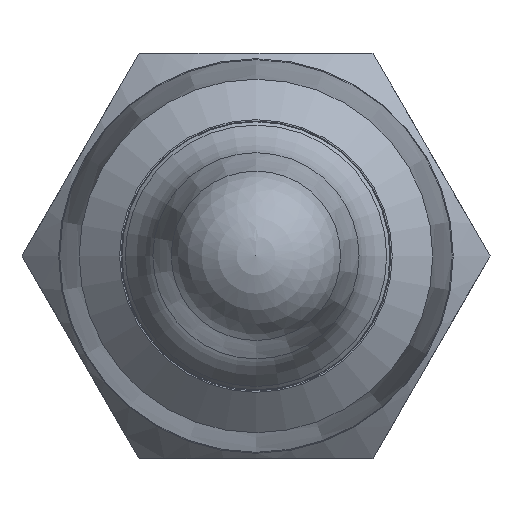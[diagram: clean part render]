
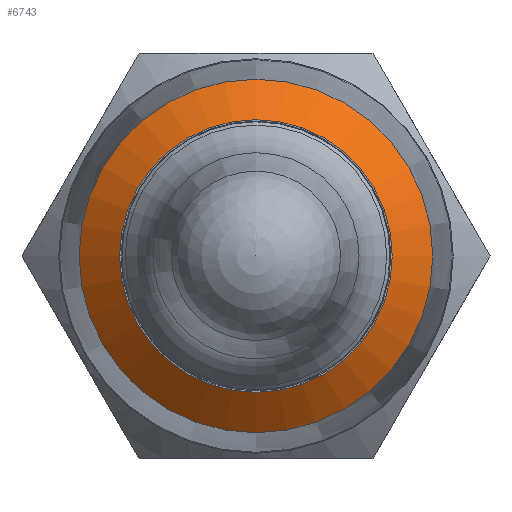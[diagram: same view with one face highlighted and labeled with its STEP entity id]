
A CAD part, left-side view. The second image highlights one B-rep face of the part: STEP entity #6743.
In plain terms, the highlighted conical face has half-angle 50 degrees and reference radius 9.596 mm.
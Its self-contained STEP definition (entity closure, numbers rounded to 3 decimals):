
#1683=ORIENTED_EDGE('',*,*,#3406,.F.);
#1684=ORIENTED_EDGE('',*,*,#3405,.T.);
#3405=EDGE_CURVE('',#4290,#4290,#4863,.T.);
#3406=EDGE_CURVE('',#4291,#4291,#4864,.T.);
#4290=VERTEX_POINT('',#9987);
#4291=VERTEX_POINT('',#9990);
#4863=CIRCLE('',#7182,9.596);
#4864=CIRCLE('',#7184,7.4);
#5161=EDGE_LOOP('',(#1683));
#5162=EDGE_LOOP('',(#1684));
#5631=FACE_BOUND('',#5161,.T.);
#5632=FACE_BOUND('',#5162,.T.);
#6013=CONICAL_SURFACE('',#7183,9.596,0.873);
#6743=ADVANCED_FACE('',(#5631,#5632),#6013,.T.);
#7182=AXIS2_PLACEMENT_3D('',#9986,#7968,#7969);
#7183=AXIS2_PLACEMENT_3D('',#9988,#7970,#7971);
#7184=AXIS2_PLACEMENT_3D('',#9989,#7972,#7973);
#7968=DIRECTION('',(-1.,0.,0.));
#7969=DIRECTION('',(0.,0.,1.));
#7970=DIRECTION('',(1.,0.,0.));
#7971=DIRECTION('',(0.,0.,-1.));
#7972=DIRECTION('',(-1.,0.,0.));
#7973=DIRECTION('',(0.,0.,1.));
#9986=CARTESIAN_POINT('',(-30.657,0.,0.));
#9987=CARTESIAN_POINT('',(-30.657,0.,9.596));
#9988=CARTESIAN_POINT('',(-30.657,0.,0.));
#9989=CARTESIAN_POINT('',(-32.5,0.,0.));
#9990=CARTESIAN_POINT('',(-32.5,0.,7.4));
